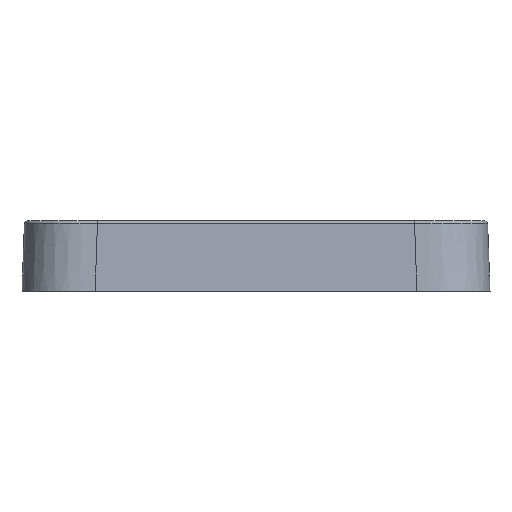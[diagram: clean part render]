
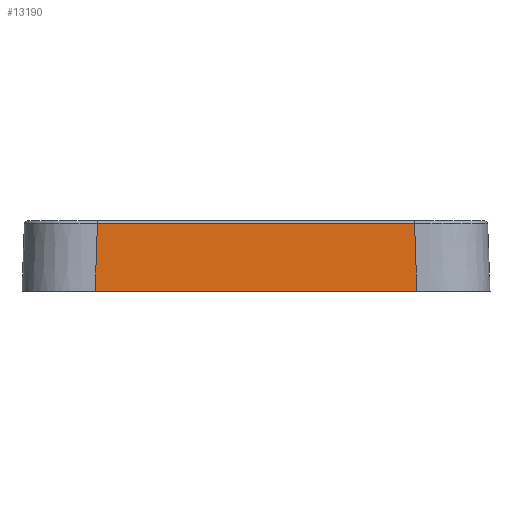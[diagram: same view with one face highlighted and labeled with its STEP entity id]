
A CAD part, front view. The second image highlights one B-rep face of the part: STEP entity #13190.
In plain terms, the highlighted planar face has unit normal (0, -0.999, 0.035).
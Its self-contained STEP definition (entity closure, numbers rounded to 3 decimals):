
#472 = DIRECTION ( 'NONE',  ( 0., -0.999, 0.035 ) ) ;
#529 = EDGE_CURVE ( 'NONE', #11455, #9798, #8780, .T. ) ;
#984 = B_SPLINE_CURVE_WITH_KNOTS ( 'NONE', 1,
 ( #7260, #11564 ),
 .UNSPECIFIED., .F., .F.,
 ( 2, 2 ),
 ( -0.017, 54.191 ),
 .UNSPECIFIED. ) ;
#1438 = CARTESIAN_POINT ( 'NONE',  ( 27.657, -40.22, -12.041 ) ) ;
#1534 = FACE_OUTER_BOUND ( 'NONE', #2396, .T. ) ;
#2396 = EDGE_LOOP ( 'NONE', ( #3792, #7050, #12261, #11510 ) ) ;
#2866 = CARTESIAN_POINT ( 'NONE',  ( -27.517, -40.08, -8.019 ) ) ;
#3171 = CARTESIAN_POINT ( 'NONE',  ( 27.517, -40.08, -8.019 ) ) ;
#3792 = ORIENTED_EDGE ( 'NONE', *, *, #10160, .T. ) ;
#3927 = CARTESIAN_POINT ( 'NONE',  ( -27.253, -39.816, -0.46 ) ) ;
#4231 = CARTESIAN_POINT ( 'NONE',  ( 27.253, -39.816, -0.46 ) ) ;
#4412 = B_SPLINE_CURVE_WITH_KNOTS ( 'NONE', 1,
 ( #11111, #1438 ),
 .UNSPECIFIED., .F., .F.,
 ( 2, 2 ),
 ( 12.494, 67.506 ),
 .UNSPECIFIED. ) ;
#4800 = DIRECTION ( 'NONE',  ( -1., 0., 0. ) ) ;
#5480 = CARTESIAN_POINT ( 'NONE',  ( -27.657, -40.22, -12.041 ) ) ;
#5851 = PLANE ( 'NONE',  #7290 ) ;
#5972 = EDGE_CURVE ( 'NONE', #6419, #11455, #984, .T. ) ;
#6358 = B_SPLINE_CURVE_WITH_KNOTS ( 'NONE', 3,
 ( #3927, #8236, #12516, #2866, #7168, #11467 ),
 .UNSPECIFIED., .F., .F.,
 ( 4, 1, 1, 4 ),
 ( -11.531, -8.01, -4.005, 0. ),
 .UNSPECIFIED. ) ;
#6419 = VERTEX_POINT ( 'NONE', #7845 ) ;
#7050 = ORIENTED_EDGE ( 'NONE', *, *, #12269, .T. ) ;
#7168 = CARTESIAN_POINT ( 'NONE',  ( -27.611, -40.173, -10.7 ) ) ;
#7260 = CARTESIAN_POINT ( 'NONE',  ( -27.253, -39.816, -0.46 ) ) ;
#7290 = AXIS2_PLACEMENT_3D ( 'NONE', #10151, #472, #4800 ) ;
#7472 = CARTESIAN_POINT ( 'NONE',  ( 27.611, -40.173, -10.7 ) ) ;
#7845 = CARTESIAN_POINT ( 'NONE',  ( -27.253, -39.816, -0.46 ) ) ;
#8236 = CARTESIAN_POINT ( 'NONE',  ( -27.294, -39.857, -1.639 ) ) ;
#8537 = CARTESIAN_POINT ( 'NONE',  ( 27.294, -39.857, -1.639 ) ) ;
#8780 = B_SPLINE_CURVE_WITH_KNOTS ( 'NONE', 3,
 ( #4231, #8537, #12817, #3171, #7472, #11770 ),
 .UNSPECIFIED., .F., .F.,
 ( 4, 1, 1, 4 ),
 ( -11.531, -8.01, -4.005, 0. ),
 .UNSPECIFIED. ) ;
#9798 = VERTEX_POINT ( 'NONE', #11558 ) ;
#9845 = CARTESIAN_POINT ( 'NONE',  ( 27.253, -39.816, -0.46 ) ) ;
#10151 = CARTESIAN_POINT ( 'NONE',  ( 66.807, -39.328, 13.498 ) ) ;
#10160 = EDGE_CURVE ( 'NONE', #6419, #12521, #6358, .T. ) ;
#11111 = CARTESIAN_POINT ( 'NONE',  ( -27.657, -40.22, -12.041 ) ) ;
#11455 = VERTEX_POINT ( 'NONE', #9845 ) ;
#11467 = CARTESIAN_POINT ( 'NONE',  ( -27.657, -40.22, -12.041 ) ) ;
#11510 = ORIENTED_EDGE ( 'NONE', *, *, #5972, .F. ) ;
#11558 = CARTESIAN_POINT ( 'NONE',  ( 27.657, -40.22, -12.041 ) ) ;
#11564 = CARTESIAN_POINT ( 'NONE',  ( 27.253, -39.816, -0.46 ) ) ;
#11770 = CARTESIAN_POINT ( 'NONE',  ( 27.657, -40.22, -12.041 ) ) ;
#12261 = ORIENTED_EDGE ( 'NONE', *, *, #529, .F. ) ;
#12269 = EDGE_CURVE ( 'NONE', #12521, #9798, #4412, .T. ) ;
#12516 = CARTESIAN_POINT ( 'NONE',  ( -27.382, -39.945, -4.158 ) ) ;
#12521 = VERTEX_POINT ( 'NONE', #5480 ) ;
#12817 = CARTESIAN_POINT ( 'NONE',  ( 27.382, -39.945, -4.158 ) ) ;
#13190 = ADVANCED_FACE ( 'NONE', ( #1534 ), #5851, .T. ) ;
